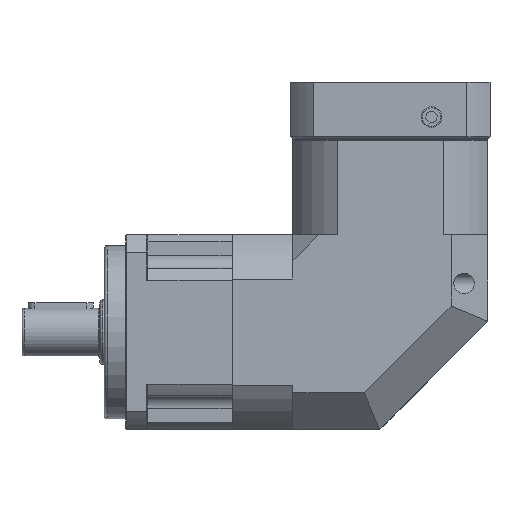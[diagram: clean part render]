
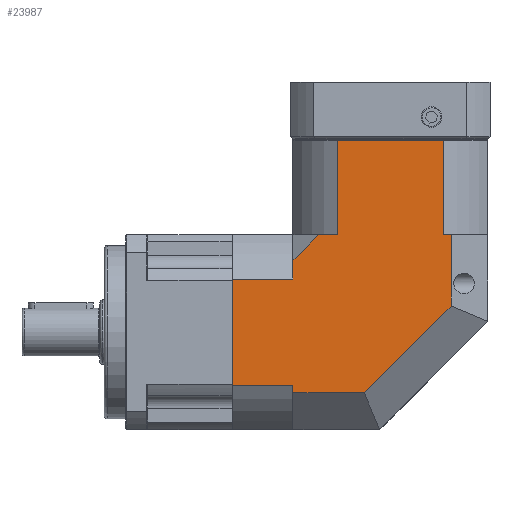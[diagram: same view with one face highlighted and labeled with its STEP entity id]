
A CAD part, left-side view. The second image highlights one B-rep face of the part: STEP entity #23987.
In plain terms, the highlighted planar face has unit normal (-1, 0, 0).
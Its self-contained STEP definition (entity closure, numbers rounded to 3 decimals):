
#23487=CARTESIAN_POINT('',(-45.,33.,45.));
#23488=VERTEX_POINT('',#23487);
#23495=CARTESIAN_POINT('',(-45.0,24.527,45.));
#23496=VERTEX_POINT('',#23495);
#23497=CARTESIAN_POINT('',(-45.0,24.527,45.));
#23498=DIRECTION('',(0.0,1.0,0.0));
#23499=VECTOR('',#23498,8.473);
#23500=LINE('',#23497,#23499);
#23501=EDGE_CURVE('',#23496,#23488,#23500,.T.);
#23518=CARTESIAN_POINT('',(-45.0,45.0,24.527));
#23519=VERTEX_POINT('',#23518);
#23520=CARTESIAN_POINT('',(-45.0,45.0,33.));
#23521=VERTEX_POINT('',#23520);
#23522=CARTESIAN_POINT('',(-45.0,45.0,24.527));
#23523=DIRECTION('',(0.0,0.0,1.0));
#23524=VECTOR('',#23523,8.473);
#23525=LINE('',#23522,#23524);
#23526=EDGE_CURVE('',#23519,#23521,#23525,.T.);
#23886=CARTESIAN_POINT('',(-45.0,-45.0,88.8));
#23887=DIRECTION('',(1.0,0.0,0.0));
#23888=DIRECTION('',(0.0,0.0,-1.0));
#23889=AXIS2_PLACEMENT_3D('',#23886,#23887,#23888);
#23890=PLANE('',#23889);
#23891=CARTESIAN_POINT('',(-45.0,-24.527,45.));
#23892=VERTEX_POINT('',#23891);
#23893=CARTESIAN_POINT('',(-45.0,-24.527,88.5));
#23894=VERTEX_POINT('',#23893);
#23895=CARTESIAN_POINT('',(-45.0,-24.527,45.));
#23896=DIRECTION('',(0.0,0.0,1.0));
#23897=VECTOR('',#23896,43.5);
#23898=LINE('',#23895,#23897);
#23899=EDGE_CURVE('',#23892,#23894,#23898,.T.);
#23900=ORIENTED_EDGE('',*,*,#23899,.T.);
#23901=CARTESIAN_POINT('',(-45.0,24.527,88.5));
#23902=VERTEX_POINT('',#23901);
#23903=CARTESIAN_POINT('',(-45.0,-24.527,88.5));
#23904=DIRECTION('',(0.0,1.0,0.0));
#23905=VECTOR('',#23904,49.054);
#23906=LINE('',#23903,#23905);
#23907=EDGE_CURVE('',#23894,#23902,#23906,.T.);
#23908=ORIENTED_EDGE('',*,*,#23907,.T.);
#23909=CARTESIAN_POINT('',(-45.0,24.527,45.));
#23910=DIRECTION('',(0.0,0.0,1.0));
#23911=VECTOR('',#23910,43.5);
#23912=LINE('',#23909,#23911);
#23913=EDGE_CURVE('',#23496,#23902,#23912,.T.);
#23914=ORIENTED_EDGE('',*,*,#23913,.F.);
#23915=ORIENTED_EDGE('',*,*,#23501,.T.);
#23916=CARTESIAN_POINT('',(-45.0,45.,33.));
#23917=DIRECTION('',(0.0,-0.707,0.707));
#23918=VECTOR('',#23917,16.971);
#23919=LINE('',#23916,#23918);
#23920=EDGE_CURVE('',#23521,#23488,#23919,.T.);
#23921=ORIENTED_EDGE('',*,*,#23920,.F.);
#23922=ORIENTED_EDGE('',*,*,#23526,.F.);
#23923=CARTESIAN_POINT('',(-45.0,72.8,24.527));
#23924=VERTEX_POINT('',#23923);
#23925=CARTESIAN_POINT('',(-45.0,45.0,24.527));
#23926=DIRECTION('',(0.0,1.0,0.0));
#23927=VECTOR('',#23926,27.8);
#23928=LINE('',#23925,#23927);
#23929=EDGE_CURVE('',#23519,#23924,#23928,.T.);
#23930=ORIENTED_EDGE('',*,*,#23929,.T.);
#23931=CARTESIAN_POINT('',(-45.0,72.8,-24.527));
#23932=VERTEX_POINT('',#23931);
#23933=CARTESIAN_POINT('',(-45.0,72.8,24.527));
#23934=DIRECTION('',(0.0,0.0,-1.0));
#23935=VECTOR('',#23934,49.054);
#23936=LINE('',#23933,#23935);
#23937=EDGE_CURVE('',#23924,#23932,#23936,.T.);
#23938=ORIENTED_EDGE('',*,*,#23937,.T.);
#23939=CARTESIAN_POINT('',(-45.0,45.0,-24.527));
#23940=VERTEX_POINT('',#23939);
#23941=CARTESIAN_POINT('',(-45.0,45.0,-24.527));
#23942=DIRECTION('',(0.0,1.0,0.0));
#23943=VECTOR('',#23942,27.8);
#23944=LINE('',#23941,#23943);
#23945=EDGE_CURVE('',#23940,#23932,#23944,.T.);
#23946=ORIENTED_EDGE('',*,*,#23945,.F.);
#23947=CARTESIAN_POINT('',(-45.,45.0,-28.));
#23948=VERTEX_POINT('',#23947);
#23949=CARTESIAN_POINT('',(-45.0,45.0,-24.527));
#23950=DIRECTION('',(0.0,0.0,-1.0));
#23951=VECTOR('',#23950,3.473);
#23952=LINE('',#23949,#23951);
#23953=EDGE_CURVE('',#23940,#23948,#23952,.T.);
#23954=ORIENTED_EDGE('',*,*,#23953,.T.);
#23955=CARTESIAN_POINT('',(-45.0,12.042,-28.));
#23956=VERTEX_POINT('',#23955);
#23957=CARTESIAN_POINT('',(-45.0,45.0,-28.));
#23958=DIRECTION('',(0.0,-1.0,0.0));
#23959=VECTOR('',#23958,32.958);
#23960=LINE('',#23957,#23959);
#23961=EDGE_CURVE('',#23948,#23956,#23960,.T.);
#23962=ORIENTED_EDGE('',*,*,#23961,.T.);
#23963=CARTESIAN_POINT('',(-45.0,-28.,12.042));
#23964=VERTEX_POINT('',#23963);
#23965=CARTESIAN_POINT('',(-45.0,12.042,-28.));
#23966=DIRECTION('',(0.0,-0.707,0.707));
#23967=VECTOR('',#23966,56.627);
#23968=LINE('',#23965,#23967);
#23969=EDGE_CURVE('',#23956,#23964,#23968,.T.);
#23970=ORIENTED_EDGE('',*,*,#23969,.T.);
#23971=CARTESIAN_POINT('',(-45.0,-28.,45.));
#23972=VERTEX_POINT('',#23971);
#23973=CARTESIAN_POINT('',(-45.0,-28.,12.042));
#23974=DIRECTION('',(0.0,0.0,1.0));
#23975=VECTOR('',#23974,32.958);
#23976=LINE('',#23973,#23975);
#23977=EDGE_CURVE('',#23964,#23972,#23976,.T.);
#23978=ORIENTED_EDGE('',*,*,#23977,.T.);
#23979=CARTESIAN_POINT('',(-45.0,-28.,45.));
#23980=DIRECTION('',(0.0,1.0,0.0));
#23981=VECTOR('',#23980,3.473);
#23982=LINE('',#23979,#23981);
#23983=EDGE_CURVE('',#23972,#23892,#23982,.T.);
#23984=ORIENTED_EDGE('',*,*,#23983,.T.);
#23985=EDGE_LOOP('',(#23900,#23908,#23914,#23915,#23921,#23922,#23930,#23938,#23946,#23954,#23962,#23970,#23978,#23984));
#23986=FACE_OUTER_BOUND('',#23985,.T.);
#23987=ADVANCED_FACE('',(#23986),#23890,.F.);
